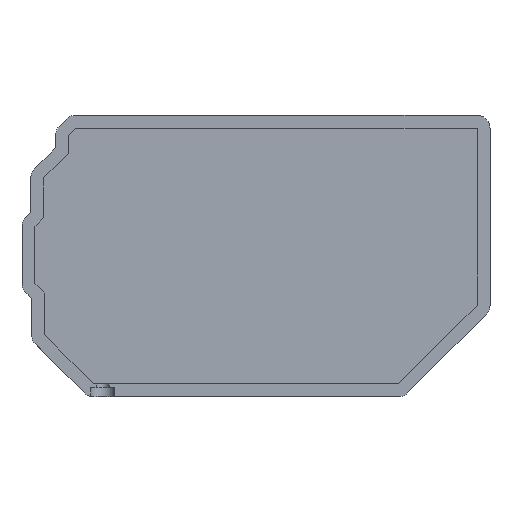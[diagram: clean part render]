
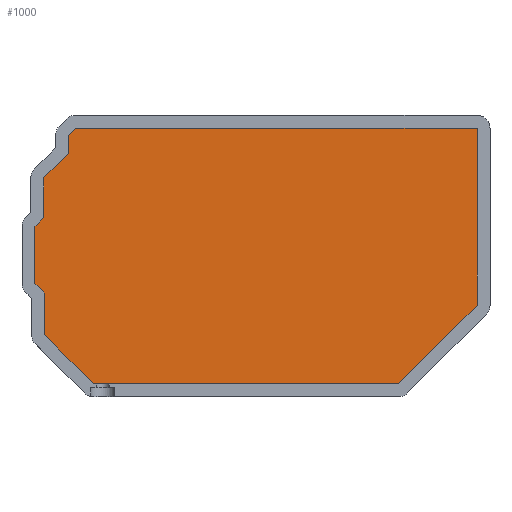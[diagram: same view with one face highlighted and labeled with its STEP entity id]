
A CAD part, top view. The second image highlights one B-rep face of the part: STEP entity #1000.
In plain terms, the highlighted planar face has unit normal (0, 0, 1).
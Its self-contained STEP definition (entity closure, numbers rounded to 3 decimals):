
#78=FACE_OUTER_BOUND('',#131,.T.);
#131=EDGE_LOOP('',(#858,#859,#860,#861,#862,#863,#864,#865,#866,#867,#868,
#869,#870));
#217=LINE('',#1614,#328);
#220=LINE('',#1619,#331);
#222=LINE('',#1623,#333);
#224=LINE('',#1627,#335);
#226=LINE('',#1631,#337);
#228=LINE('',#1635,#339);
#230=LINE('',#1639,#341);
#232=LINE('',#1643,#343);
#234=LINE('',#1647,#345);
#236=LINE('',#1651,#347);
#239=LINE('',#1656,#350);
#240=LINE('',#1659,#351);
#242=LINE('',#1662,#353);
#328=VECTOR('',#1310,10.);
#331=VECTOR('',#1315,10.);
#333=VECTOR('',#1319,10.);
#335=VECTOR('',#1323,10.);
#337=VECTOR('',#1327,10.);
#339=VECTOR('',#1331,10.);
#341=VECTOR('',#1335,10.);
#343=VECTOR('',#1339,10.);
#345=VECTOR('',#1343,10.);
#347=VECTOR('',#1347,10.);
#350=VECTOR('',#1352,10.);
#351=VECTOR('',#1355,10.);
#353=VECTOR('',#1359,10.);
#475=VERTEX_POINT('',#1612);
#476=VERTEX_POINT('',#1613);
#477=VERTEX_POINT('',#1618);
#478=VERTEX_POINT('',#1622);
#479=VERTEX_POINT('',#1626);
#480=VERTEX_POINT('',#1630);
#481=VERTEX_POINT('',#1634);
#482=VERTEX_POINT('',#1638);
#483=VERTEX_POINT('',#1642);
#484=VERTEX_POINT('',#1646);
#485=VERTEX_POINT('',#1650);
#486=VERTEX_POINT('',#1654);
#487=VERTEX_POINT('',#1658);
#600=EDGE_CURVE('',#475,#476,#217,.T.);
#603=EDGE_CURVE('',#477,#475,#220,.T.);
#605=EDGE_CURVE('',#478,#477,#222,.T.);
#607=EDGE_CURVE('',#479,#478,#224,.T.);
#609=EDGE_CURVE('',#480,#479,#226,.T.);
#611=EDGE_CURVE('',#481,#480,#228,.T.);
#613=EDGE_CURVE('',#482,#481,#230,.T.);
#615=EDGE_CURVE('',#476,#483,#232,.T.);
#617=EDGE_CURVE('',#483,#484,#234,.T.);
#619=EDGE_CURVE('',#484,#485,#236,.T.);
#622=EDGE_CURVE('',#485,#486,#239,.T.);
#623=EDGE_CURVE('',#486,#487,#240,.T.);
#625=EDGE_CURVE('',#487,#482,#242,.T.);
#858=ORIENTED_EDGE('',*,*,#613,.T.);
#859=ORIENTED_EDGE('',*,*,#611,.T.);
#860=ORIENTED_EDGE('',*,*,#609,.T.);
#861=ORIENTED_EDGE('',*,*,#607,.T.);
#862=ORIENTED_EDGE('',*,*,#605,.T.);
#863=ORIENTED_EDGE('',*,*,#603,.T.);
#864=ORIENTED_EDGE('',*,*,#600,.T.);
#865=ORIENTED_EDGE('',*,*,#615,.T.);
#866=ORIENTED_EDGE('',*,*,#617,.T.);
#867=ORIENTED_EDGE('',*,*,#619,.T.);
#868=ORIENTED_EDGE('',*,*,#622,.T.);
#869=ORIENTED_EDGE('',*,*,#623,.T.);
#870=ORIENTED_EDGE('',*,*,#625,.T.);
#949=PLANE('',#1097);
#1000=ADVANCED_FACE('',(#78),#949,.T.);
#1097=AXIS2_PLACEMENT_3D('',#1663,#1360,#1361);
#1310=DIRECTION('',(0.,-1.,0.));
#1315=DIRECTION('',(-0.707,-0.707,0.));
#1319=DIRECTION('',(0.,-1.,0.));
#1323=DIRECTION('',(-0.707,-0.707,0.));
#1327=DIRECTION('',(-0.001,-1.,0.));
#1331=DIRECTION('',(-0.707,-0.707,0.));
#1335=DIRECTION('',(-1.,0.,0.));
#1339=DIRECTION('',(0.707,-0.708,0.));
#1343=DIRECTION('',(0.,-1.,0.));
#1347=DIRECTION('',(0.707,-0.707,0.));
#1352=DIRECTION('',(1.,0.,0.));
#1355=DIRECTION('',(0.707,0.707,0.));
#1359=DIRECTION('',(0.,1.,0.));
#1360=DIRECTION('center_axis',(0.,0.,1.));
#1361=DIRECTION('ref_axis',(1.,0.,0.));
#1612=CARTESIAN_POINT('',(8.521,-32.033,6.6));
#1613=CARTESIAN_POINT('',(8.521,-54.073,6.6));
#1614=CARTESIAN_POINT('',(8.521,-47.992,6.6));
#1618=CARTESIAN_POINT('',(11.946,-28.607,6.6));
#1619=CARTESIAN_POINT('',(27.653,-12.9,6.6));
#1622=CARTESIAN_POINT('',(11.95,-13.237,6.6));
#1623=CARTESIAN_POINT('',(11.944,-35.249,6.6));
#1626=CARTESIAN_POINT('',(21.471,-3.715,6.6));
#1627=CARTESIAN_POINT('',(25.526,0.339,6.6));
#1630=CARTESIAN_POINT('',(21.475,3.146,6.6));
#1631=CARTESIAN_POINT('',(21.461,-22.793,6.6));
#1634=CARTESIAN_POINT('',(24.281,5.952,6.6));
#1635=CARTESIAN_POINT('',(28.574,10.245,6.6));
#1638=CARTESIAN_POINT('',(179.43,5.952,6.6));
#1639=CARTESIAN_POINT('',(59.604,5.952,6.6));
#1642=CARTESIAN_POINT('',(12.204,-57.762,6.6));
#1643=CARTESIAN_POINT('',(28.892,-74.474,6.6));
#1646=CARTESIAN_POINT('',(12.204,-73.885,6.6));
#1647=CARTESIAN_POINT('',(12.204,-57.898,6.6));
#1650=CARTESIAN_POINT('',(31.139,-92.82,6.6));
#1651=CARTESIAN_POINT('',(34.358,-96.04,6.6));
#1654=CARTESIAN_POINT('',(149.065,-92.82,6.6));
#1656=CARTESIAN_POINT('',(121.996,-92.82,6.6));
#1658=CARTESIAN_POINT('',(179.43,-62.455,6.6));
#1659=CARTESIAN_POINT('',(163.44,-78.445,6.6));
#1662=CARTESIAN_POINT('',(179.43,-17.979,6.6));
#1663=CARTESIAN_POINT('Origin',(94.928,-41.91,6.6));
